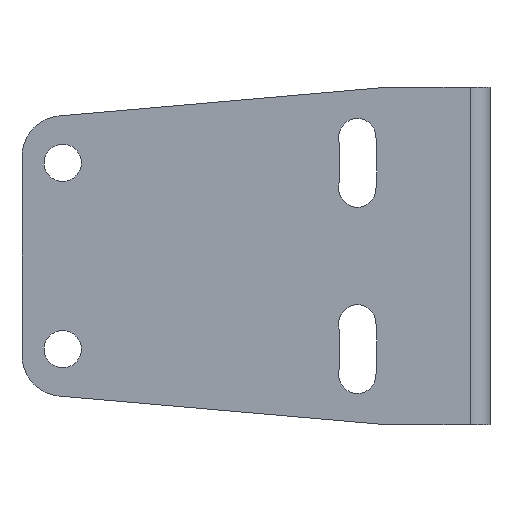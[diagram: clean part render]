
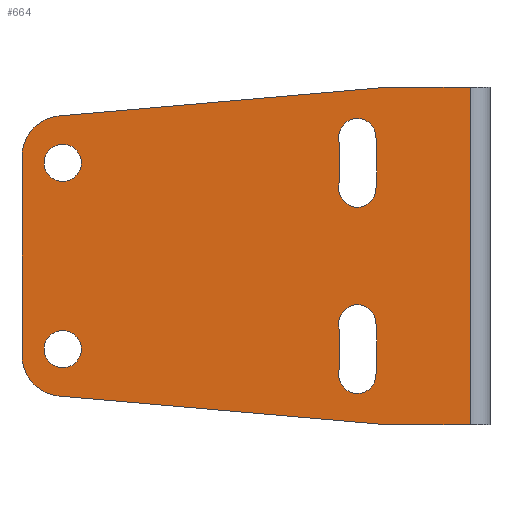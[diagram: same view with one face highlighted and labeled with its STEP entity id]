
A CAD part, left-side view. The second image highlights one B-rep face of the part: STEP entity #664.
In plain terms, the highlighted planar face has unit normal (-1, 0, 0).
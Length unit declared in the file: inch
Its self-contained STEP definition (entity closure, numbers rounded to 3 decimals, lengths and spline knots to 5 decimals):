
#1=CARTESIAN_POINT('',(0.,0.62992,-0.33644));
#2=DIRECTION('',(-1.,0.,0.));
#3=DIRECTION('',(0.,1.,0.));
#4=AXIS2_PLACEMENT_3D('',#1,#2,#3);
#6=DIRECTION('',(0.,0.,-1.));
#7=VECTOR('',#6,0.67289);
#8=CARTESIAN_POINT('',(0.,0.76772,0.33644));
#9=LINE('',#8,#7);
#10=CARTESIAN_POINT('',(0.,0.62992,0.33644));
#11=DIRECTION('',(-1.,0.,0.));
#12=DIRECTION('',(0.,0.087,0.996));
#13=AXIS2_PLACEMENT_3D('',#10,#11,#12);
#15=DIRECTION('',(0.,0.996,-0.087));
#16=VECTOR('',#15,1.11468);
#17=CARTESIAN_POINT('',(0.,-0.4685,0.57087));
#18=LINE('',#17,#16);
#19=DIRECTION('',(0.,1.,0.));
#20=VECTOR('',#19,0.27953);
#21=CARTESIAN_POINT('',(0.,-0.74803,0.57087));
#22=LINE('',#21,#20);
#23=DIRECTION('',(0.,-1.,0.));
#24=VECTOR('',#23,0.27953);
#25=CARTESIAN_POINT('',(0.,-0.4685,-0.57087));
#26=LINE('',#25,#24);
#27=DIRECTION('',(0.,-0.996,-0.087));
#28=VECTOR('',#27,1.11468);
#29=CARTESIAN_POINT('',(0.,0.64193,-0.47372));
#30=LINE('',#29,#28);
#31=CARTESIAN_POINT('',(0.,0.62992,0.31496));
#32=DIRECTION('',(-1.,0.,0.));
#33=DIRECTION('',(0.,0.,-1.));
#34=AXIS2_PLACEMENT_3D('',#31,#32,#33);
#36=CARTESIAN_POINT('',(0.,0.62992,0.31496));
#37=DIRECTION('',(-1.,0.,0.));
#38=DIRECTION('',(0.,0.,1.));
#39=AXIS2_PLACEMENT_3D('',#36,#37,#38);
#41=CARTESIAN_POINT('',(0.,0.62992,-0.31496));
#42=DIRECTION('',(-1.,0.,0.));
#43=DIRECTION('',(0.,0.,-1.));
#44=AXIS2_PLACEMENT_3D('',#41,#42,#43);
#46=CARTESIAN_POINT('',(0.,0.62992,-0.31496));
#47=DIRECTION('',(-1.,0.,0.));
#48=DIRECTION('',(0.,0.,1.));
#49=AXIS2_PLACEMENT_3D('',#46,#47,#48);
#51=CARTESIAN_POINT('',(0.,0.62992,0.31496));
#52=DIRECTION('',(-1.,0.,0.));
#53=DIRECTION('',(0.,-0.996,-0.087));
#54=AXIS2_PLACEMENT_3D('',#51,#52,#53);
#56=CARTESIAN_POINT('',(0.,-0.36627,0.2278));
#57=DIRECTION('',(-1.,0.,0.));
#58=DIRECTION('',(0.,0.996,0.087));
#59=AXIS2_PLACEMENT_3D('',#56,#57,#58);
#61=CARTESIAN_POINT('',(0.,0.62992,0.31496));
#62=DIRECTION('',(-1.,0.,0.));
#63=DIRECTION('',(0.,-0.996,-0.087));
#64=AXIS2_PLACEMENT_3D('',#61,#62,#63);
#66=CARTESIAN_POINT('',(0.,-0.36627,0.40212));
#67=DIRECTION('',(-1.,0.,0.));
#68=DIRECTION('',(0.,-0.996,0.087));
#69=AXIS2_PLACEMENT_3D('',#66,#67,#68);
#71=CARTESIAN_POINT('',(0.,0.62992,-0.31496));
#72=DIRECTION('',(-1.,0.,0.));
#73=DIRECTION('',(0.,-0.996,-0.087));
#74=AXIS2_PLACEMENT_3D('',#71,#72,#73);
#76=CARTESIAN_POINT('',(0.,-0.36627,-0.40212));
#77=DIRECTION('',(-1.,0.,0.));
#78=DIRECTION('',(0.,0.996,0.087));
#79=AXIS2_PLACEMENT_3D('',#76,#77,#78);
#81=CARTESIAN_POINT('',(0.,0.62992,-0.31496));
#82=DIRECTION('',(-1.,0.,0.));
#83=DIRECTION('',(0.,-0.996,-0.087));
#84=AXIS2_PLACEMENT_3D('',#81,#82,#83);
#86=CARTESIAN_POINT('',(0.,-0.36627,-0.2278));
#87=DIRECTION('',(-1.,0.,0.));
#88=DIRECTION('',(0.,-0.996,0.087));
#89=AXIS2_PLACEMENT_3D('',#86,#87,#88);
#270=DIRECTION('',(0.,0.,1.));
#271=VECTOR('',#270,1.14173);
#272=CARTESIAN_POINT('',(0.,-0.74803,-0.57087));
#273=LINE('',#272,#271);
#485=CARTESIAN_POINT('',(0.,-0.74803,0.57087));
#486=VERTEX_POINT('',#485);
#487=CARTESIAN_POINT('',(0.,-0.74803,-0.57087));
#488=VERTEX_POINT('',#487);
#505=CARTESIAN_POINT('',(0.,-0.4685,-0.57087));
#507=VERTEX_POINT('',#505);
#509=CARTESIAN_POINT('',(0.,0.76772,-0.33644));
#510=CARTESIAN_POINT('',(0.,0.64193,-0.47372));
#511=VERTEX_POINT('',#509);
#512=VERTEX_POINT('',#510);
#517=CARTESIAN_POINT('',(0.,0.64193,0.47372));
#518=CARTESIAN_POINT('',(0.,0.76772,0.33644));
#519=VERTEX_POINT('',#517);
#520=VERTEX_POINT('',#518);
#525=CARTESIAN_POINT('',(0.,-0.4685,0.57087));
#526=VERTEX_POINT('',#525);
#529=CARTESIAN_POINT('',(0.,0.62992,0.25197));
#530=CARTESIAN_POINT('',(0.,0.62992,0.37795));
#531=VERTEX_POINT('',#529);
#532=VERTEX_POINT('',#530);
#533=CARTESIAN_POINT('',(0.,0.62992,-0.37795));
#534=CARTESIAN_POINT('',(0.,0.62992,-0.25197));
#535=VERTEX_POINT('',#533);
#536=VERTEX_POINT('',#534);
#537=CARTESIAN_POINT('',(0.,-0.30352,0.2333));
#538=CARTESIAN_POINT('',(0.,-0.30352,0.39663));
#539=VERTEX_POINT('',#537);
#540=VERTEX_POINT('',#538);
#541=CARTESIAN_POINT('',(0.,-0.42903,0.40761));
#542=VERTEX_POINT('',#541);
#543=CARTESIAN_POINT('',(0.,-0.42903,0.22231));
#544=VERTEX_POINT('',#543);
#545=CARTESIAN_POINT('',(0.,-0.30352,-0.39663));
#546=CARTESIAN_POINT('',(0.,-0.30352,-0.2333));
#547=VERTEX_POINT('',#545);
#548=VERTEX_POINT('',#546);
#549=CARTESIAN_POINT('',(0.,-0.42903,-0.22231));
#550=VERTEX_POINT('',#549);
#551=CARTESIAN_POINT('',(0.,-0.42903,-0.40761));
#552=VERTEX_POINT('',#551);
#609=CARTESIAN_POINT('',(0.,0.,0.));
#610=DIRECTION('',(-1.,0.,0.));
#611=DIRECTION('',(0.,0.,1.));
#612=AXIS2_PLACEMENT_3D('',#609,#610,#611);
#613=PLANE('',#612);
#615=ORIENTED_EDGE('',*,*,#614,.F.);
#617=ORIENTED_EDGE('',*,*,#616,.F.);
#619=ORIENTED_EDGE('',*,*,#618,.F.);
#621=ORIENTED_EDGE('',*,*,#620,.F.);
#623=ORIENTED_EDGE('',*,*,#622,.F.);
#625=ORIENTED_EDGE('',*,*,#624,.F.);
#627=ORIENTED_EDGE('',*,*,#626,.F.);
#629=ORIENTED_EDGE('',*,*,#628,.F.);
#630=EDGE_LOOP('',(#615,#617,#619,#621,#623,#625,#627,#629));
#631=FACE_OUTER_BOUND('',#630,.F.);
#633=ORIENTED_EDGE('',*,*,#632,.T.);
#635=ORIENTED_EDGE('',*,*,#634,.T.);
#636=EDGE_LOOP('',(#633,#635));
#637=FACE_BOUND('',#636,.F.);
#639=ORIENTED_EDGE('',*,*,#638,.T.);
#641=ORIENTED_EDGE('',*,*,#640,.T.);
#642=EDGE_LOOP('',(#639,#641));
#643=FACE_BOUND('',#642,.F.);
#645=ORIENTED_EDGE('',*,*,#644,.F.);
#647=ORIENTED_EDGE('',*,*,#646,.T.);
#649=ORIENTED_EDGE('',*,*,#648,.T.);
#651=ORIENTED_EDGE('',*,*,#650,.T.);
#652=EDGE_LOOP('',(#645,#647,#649,#651));
#653=FACE_BOUND('',#652,.F.);
#655=ORIENTED_EDGE('',*,*,#654,.F.);
#657=ORIENTED_EDGE('',*,*,#656,.T.);
#659=ORIENTED_EDGE('',*,*,#658,.T.);
#661=ORIENTED_EDGE('',*,*,#660,.T.);
#662=EDGE_LOOP('',(#655,#657,#659,#661));
#663=FACE_BOUND('',#662,.F.);
#664=ADVANCED_FACE('',(#631,#637,#643,#653,#663),#613,.T.);
#5=CIRCLE('',#4,0.1378);
#14=CIRCLE('',#13,0.1378);
#35=CIRCLE('',#34,0.06299);
#40=CIRCLE('',#39,0.06299);
#45=CIRCLE('',#44,0.06299);
#50=CIRCLE('',#49,0.06299);
#55=CIRCLE('',#54,0.93701);
#60=CIRCLE('',#59,0.06299);
#65=CIRCLE('',#64,1.06299);
#70=CIRCLE('',#69,0.06299);
#75=CIRCLE('',#74,0.93701);
#80=CIRCLE('',#79,0.06299);
#85=CIRCLE('',#84,1.06299);
#90=CIRCLE('',#89,0.06299);
#614=EDGE_CURVE('',#511,#512,#5,.T.);
#616=EDGE_CURVE('',#520,#511,#9,.T.);
#618=EDGE_CURVE('',#519,#520,#14,.T.);
#620=EDGE_CURVE('',#526,#519,#18,.T.);
#622=EDGE_CURVE('',#486,#526,#22,.T.);
#624=EDGE_CURVE('',#488,#486,#273,.T.);
#626=EDGE_CURVE('',#507,#488,#26,.T.);
#628=EDGE_CURVE('',#512,#507,#30,.T.);
#632=EDGE_CURVE('',#531,#532,#35,.T.);
#634=EDGE_CURVE('',#532,#531,#40,.T.);
#638=EDGE_CURVE('',#535,#536,#45,.T.);
#640=EDGE_CURVE('',#536,#535,#50,.T.);
#644=EDGE_CURVE('',#539,#540,#55,.T.);
#646=EDGE_CURVE('',#539,#544,#60,.T.);
#648=EDGE_CURVE('',#544,#542,#65,.T.);
#650=EDGE_CURVE('',#542,#540,#70,.T.);
#654=EDGE_CURVE('',#547,#548,#75,.T.);
#656=EDGE_CURVE('',#547,#552,#80,.T.);
#658=EDGE_CURVE('',#552,#550,#85,.T.);
#660=EDGE_CURVE('',#550,#548,#90,.T.);
